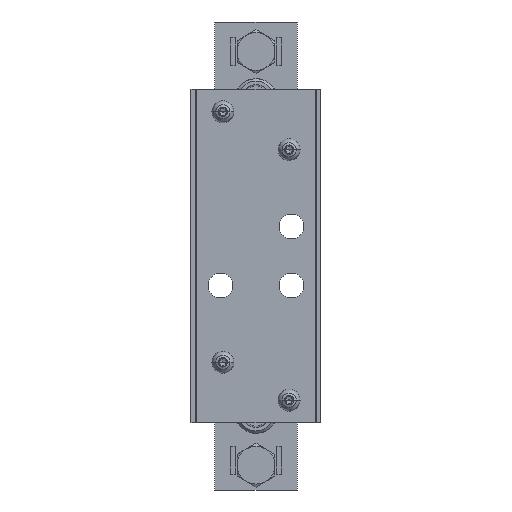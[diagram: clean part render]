
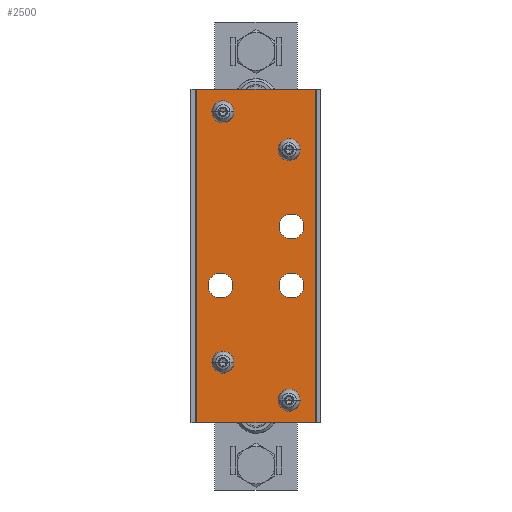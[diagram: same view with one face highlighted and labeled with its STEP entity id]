
A CAD part, front view. The second image highlights one B-rep face of the part: STEP entity #2500.
In plain terms, the highlighted planar face has unit normal (0, -1, 0).
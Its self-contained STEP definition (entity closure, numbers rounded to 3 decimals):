
#740=DIRECTION('',(0.,0.,1.));
#741=VECTOR('',#740,141.);
#742=CARTESIAN_POINT('',(25.,0.,-70.5));
#743=LINE('',#742,#741);
#754=DIRECTION('',(-1.,0.,0.));
#755=VECTOR('',#754,50.);
#756=CARTESIAN_POINT('',(25.,0.,-70.5));
#757=LINE('',#756,#755);
#761=CARTESIAN_POINT('',(15.,0.,-12.5));
#762=DIRECTION('',(0.,-1.,0.));
#763=DIRECTION('',(-1.,0.,0.));
#764=AXIS2_PLACEMENT_3D('',#761,#762,#763);
#769=CARTESIAN_POINT('',(15.,0.,-12.5));
#770=DIRECTION('',(0.,-1.,0.));
#771=DIRECTION('',(1.,0.,0.));
#772=AXIS2_PLACEMENT_3D('',#769,#770,#771);
#777=CARTESIAN_POINT('',(-15.,0.,-12.5));
#778=DIRECTION('',(0.,-1.,0.));
#779=DIRECTION('',(-1.,0.,0.));
#780=AXIS2_PLACEMENT_3D('',#777,#778,#779);
#785=CARTESIAN_POINT('',(-15.,0.,-12.5));
#786=DIRECTION('',(0.,-1.,0.));
#787=DIRECTION('',(1.,0.,0.));
#788=AXIS2_PLACEMENT_3D('',#785,#786,#787);
#793=CARTESIAN_POINT('',(15.,0.,12.5));
#794=DIRECTION('',(0.,-1.,0.));
#795=DIRECTION('',(-1.,0.,0.));
#796=AXIS2_PLACEMENT_3D('',#793,#794,#795);
#801=CARTESIAN_POINT('',(15.,0.,12.5));
#802=DIRECTION('',(0.,-1.,0.));
#803=DIRECTION('',(1.,0.,0.));
#804=AXIS2_PLACEMENT_3D('',#801,#802,#803);
#809=CARTESIAN_POINT('',(-14.,0.,-45.));
#810=DIRECTION('',(0.,-1.,0.));
#811=DIRECTION('',(-1.,0.,0.));
#812=AXIS2_PLACEMENT_3D('',#809,#810,#811);
#817=CARTESIAN_POINT('',(-14.,0.,-45.));
#818=DIRECTION('',(0.,-1.,0.));
#819=DIRECTION('',(1.,0.,0.));
#820=AXIS2_PLACEMENT_3D('',#817,#818,#819);
#825=CARTESIAN_POINT('',(14.,0.,-61.));
#826=DIRECTION('',(0.,-1.,0.));
#827=DIRECTION('',(-1.,0.,0.));
#828=AXIS2_PLACEMENT_3D('',#825,#826,#827);
#833=CARTESIAN_POINT('',(14.,0.,-61.));
#834=DIRECTION('',(0.,-1.,0.));
#835=DIRECTION('',(1.,0.,0.));
#836=AXIS2_PLACEMENT_3D('',#833,#834,#835);
#841=CARTESIAN_POINT('',(-14.,0.,61.));
#842=DIRECTION('',(0.,-1.,0.));
#843=DIRECTION('',(-1.,0.,0.));
#844=AXIS2_PLACEMENT_3D('',#841,#842,#843);
#849=CARTESIAN_POINT('',(-14.,0.,61.));
#850=DIRECTION('',(0.,-1.,0.));
#851=DIRECTION('',(1.,0.,0.));
#852=AXIS2_PLACEMENT_3D('',#849,#850,#851);
#857=CARTESIAN_POINT('',(14.,0.,45.));
#858=DIRECTION('',(0.,-1.,0.));
#859=DIRECTION('',(-1.,0.,0.));
#860=AXIS2_PLACEMENT_3D('',#857,#858,#859);
#865=CARTESIAN_POINT('',(14.,0.,45.));
#866=DIRECTION('',(0.,-1.,0.));
#867=DIRECTION('',(1.,0.,0.));
#868=AXIS2_PLACEMENT_3D('',#865,#866,#867);
#880=DIRECTION('',(0.,0.,-1.));
#881=VECTOR('',#880,141.);
#882=CARTESIAN_POINT('',(-25.,0.,70.5));
#883=LINE('',#882,#881);
#960=DIRECTION('',(-1.,0.,0.));
#961=VECTOR('',#960,50.);
#962=CARTESIAN_POINT('',(25.,0.,70.5));
#963=LINE('',#962,#961);
#1782=CARTESIAN_POINT('',(-25.,0.,-70.5));
#1783=VERTEX_POINT('',#1782);
#1784=CARTESIAN_POINT('',(25.,0.,-70.5));
#1785=VERTEX_POINT('',#1784);
#1846=CARTESIAN_POINT('',(25.,0.,70.5));
#1847=VERTEX_POINT('',#1846);
#1848=CARTESIAN_POINT('',(-25.,0.,70.5));
#1849=VERTEX_POINT('',#1848);
#1850=CARTESIAN_POINT('',(9.75,0.,-12.5));
#1851=CARTESIAN_POINT('',(20.25,0.,-12.5));
#1852=VERTEX_POINT('',#1850);
#1853=VERTEX_POINT('',#1851);
#1854=CARTESIAN_POINT('',(-20.25,0.,-12.5));
#1855=CARTESIAN_POINT('',(-9.75,0.,-12.5));
#1856=VERTEX_POINT('',#1854);
#1857=VERTEX_POINT('',#1855);
#1858=CARTESIAN_POINT('',(9.75,0.,12.5));
#1859=CARTESIAN_POINT('',(20.25,0.,12.5));
#1860=VERTEX_POINT('',#1858);
#1861=VERTEX_POINT('',#1859);
#1862=CARTESIAN_POINT('',(-17.,0.,-45.));
#1863=CARTESIAN_POINT('',(-11.,0.,-45.));
#1864=VERTEX_POINT('',#1862);
#1865=VERTEX_POINT('',#1863);
#1866=CARTESIAN_POINT('',(11.,0.,-61.));
#1867=CARTESIAN_POINT('',(17.,0.,-61.));
#1868=VERTEX_POINT('',#1866);
#1869=VERTEX_POINT('',#1867);
#1870=CARTESIAN_POINT('',(-17.,0.,61.));
#1871=CARTESIAN_POINT('',(-11.,0.,61.));
#1872=VERTEX_POINT('',#1870);
#1873=VERTEX_POINT('',#1871);
#1874=CARTESIAN_POINT('',(11.,0.,45.));
#1875=CARTESIAN_POINT('',(17.,0.,45.));
#1876=VERTEX_POINT('',#1874);
#1877=VERTEX_POINT('',#1875);
#2445=CARTESIAN_POINT('',(-25.,0.,-70.5));
#2446=DIRECTION('',(0.,-1.,0.));
#2447=DIRECTION('',(1.,0.,0.));
#2448=AXIS2_PLACEMENT_3D('',#2445,#2446,#2447);
#2449=PLANE('',#2448);
#2450=ORIENTED_EDGE('',*,*,#2083,.T.);
#2452=ORIENTED_EDGE('',*,*,#2451,.F.);
#2454=ORIENTED_EDGE('',*,*,#2453,.F.);
#2455=ORIENTED_EDGE('',*,*,#2430,.F.);
#2456=EDGE_LOOP('',(#2450,#2452,#2454,#2455));
#2457=FACE_OUTER_BOUND('',#2456,.F.);
#2459=ORIENTED_EDGE('',*,*,#2458,.T.);
#2461=ORIENTED_EDGE('',*,*,#2460,.T.);
#2462=EDGE_LOOP('',(#2459,#2461));
#2463=FACE_BOUND('',#2462,.F.);
#2465=ORIENTED_EDGE('',*,*,#2464,.T.);
#2467=ORIENTED_EDGE('',*,*,#2466,.T.);
#2468=EDGE_LOOP('',(#2465,#2467));
#2469=FACE_BOUND('',#2468,.F.);
#2471=ORIENTED_EDGE('',*,*,#2470,.T.);
#2473=ORIENTED_EDGE('',*,*,#2472,.T.);
#2474=EDGE_LOOP('',(#2471,#2473));
#2475=FACE_BOUND('',#2474,.F.);
#2477=ORIENTED_EDGE('',*,*,#2476,.T.);
#2479=ORIENTED_EDGE('',*,*,#2478,.T.);
#2480=EDGE_LOOP('',(#2477,#2479));
#2481=FACE_BOUND('',#2480,.F.);
#2483=ORIENTED_EDGE('',*,*,#2482,.T.);
#2485=ORIENTED_EDGE('',*,*,#2484,.T.);
#2486=EDGE_LOOP('',(#2483,#2485));
#2487=FACE_BOUND('',#2486,.F.);
#2489=ORIENTED_EDGE('',*,*,#2488,.T.);
#2491=ORIENTED_EDGE('',*,*,#2490,.T.);
#2492=EDGE_LOOP('',(#2489,#2491));
#2493=FACE_BOUND('',#2492,.F.);
#2495=ORIENTED_EDGE('',*,*,#2494,.T.);
#2497=ORIENTED_EDGE('',*,*,#2496,.T.);
#2498=EDGE_LOOP('',(#2495,#2497));
#2499=FACE_BOUND('',#2498,.F.);
#765=CIRCLE('',#764,5.25);
#773=CIRCLE('',#772,5.25);
#781=CIRCLE('',#780,5.25);
#789=CIRCLE('',#788,5.25);
#797=CIRCLE('',#796,5.25);
#805=CIRCLE('',#804,5.25);
#813=CIRCLE('',#812,3.);
#821=CIRCLE('',#820,3.);
#829=CIRCLE('',#828,3.);
#837=CIRCLE('',#836,3.);
#845=CIRCLE('',#844,3.);
#853=CIRCLE('',#852,3.);
#861=CIRCLE('',#860,3.);
#869=CIRCLE('',#868,3.);
#2083=EDGE_CURVE('',#1785,#1783,#757,.T.);
#2430=EDGE_CURVE('',#1785,#1847,#743,.T.);
#2451=EDGE_CURVE('',#1849,#1783,#883,.T.);
#2453=EDGE_CURVE('',#1847,#1849,#963,.T.);
#2458=EDGE_CURVE('',#1852,#1853,#765,.T.);
#2460=EDGE_CURVE('',#1853,#1852,#773,.T.);
#2464=EDGE_CURVE('',#1856,#1857,#781,.T.);
#2466=EDGE_CURVE('',#1857,#1856,#789,.T.);
#2470=EDGE_CURVE('',#1860,#1861,#797,.T.);
#2472=EDGE_CURVE('',#1861,#1860,#805,.T.);
#2476=EDGE_CURVE('',#1864,#1865,#813,.T.);
#2478=EDGE_CURVE('',#1865,#1864,#821,.T.);
#2482=EDGE_CURVE('',#1868,#1869,#829,.T.);
#2484=EDGE_CURVE('',#1869,#1868,#837,.T.);
#2488=EDGE_CURVE('',#1872,#1873,#845,.T.);
#2490=EDGE_CURVE('',#1873,#1872,#853,.T.);
#2494=EDGE_CURVE('',#1876,#1877,#861,.T.);
#2496=EDGE_CURVE('',#1877,#1876,#869,.T.);
#2500=ADVANCED_FACE('',(#2457,#2463,#2469,#2475,#2481,#2487,#2493,#2499),#2449,
.T.);
